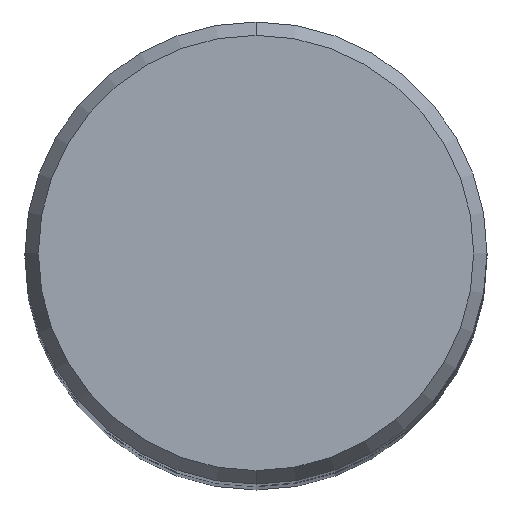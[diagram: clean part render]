
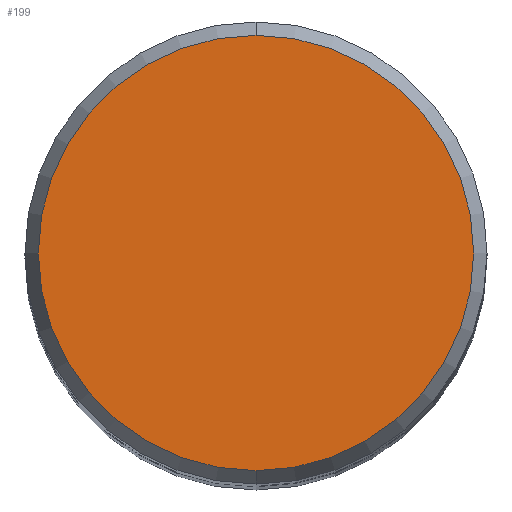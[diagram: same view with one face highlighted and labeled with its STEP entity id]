
A CAD part, top view. The second image highlights one B-rep face of the part: STEP entity #199.
In plain terms, the highlighted planar face has unit normal (0, 0, 1).
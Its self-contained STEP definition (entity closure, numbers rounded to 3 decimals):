
#179=EDGE_CURVE('',#273,#219,#377,.T.);
#199=ADVANCED_FACE('',(#397),#398,.T.);
#219=VERTEX_POINT('',#420);
#273=VERTEX_POINT('',#484);
#275=EDGE_CURVE('',#219,#273,#486,.T.);
#377=CIRCLE('',#600,7.479);
#397=FACE_OUTER_BOUND('',#628,.T.);
#398=PLANE('',#629);
#420=CARTESIAN_POINT('',(0.0,7.479,0.01));
#484=CARTESIAN_POINT('',(0.,-7.479,0.01));
#486=CIRCLE('',#734,7.479);
#600=AXIS2_PLACEMENT_3D('',#848,#849,#850);
#628=EDGE_LOOP('',(#866,#867));
#629=AXIS2_PLACEMENT_3D('',#868,#869,#870);
#734=AXIS2_PLACEMENT_3D('',#985,#986,#987);
#848=CARTESIAN_POINT('',(0.0,0.0,0.01));
#849=DIRECTION('',(0.0,0.0,-1.0));
#850=DIRECTION('',(0.0,1.0,0.0));
#866=ORIENTED_EDGE('',*,*,#275,.F.);
#867=ORIENTED_EDGE('',*,*,#179,.F.);
#868=CARTESIAN_POINT('',(0.0,3.74,0.01));
#869=DIRECTION('',(-0.0,0.0,1.0));
#870=DIRECTION('',(0.0,-1.0,0.0));
#985=CARTESIAN_POINT('',(0.0,0.0,0.01));
#986=DIRECTION('',(0.0,0.0,-1.0));
#987=DIRECTION('',(0.0,1.0,0.0));
